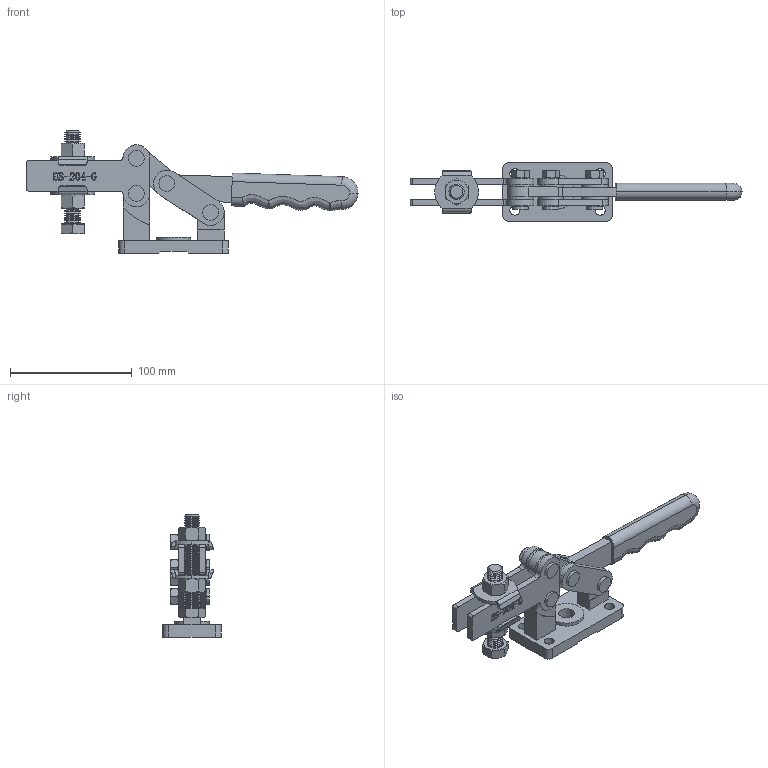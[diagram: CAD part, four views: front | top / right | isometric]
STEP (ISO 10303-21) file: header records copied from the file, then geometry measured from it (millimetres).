
FILE_DESCRIPTION (( 'STEP AP203' ), '1' );
FILE_NAME ('HS-204-G .STEP', '2019-10-15T08:01:35', ( '微软用户' ), ( '微软中国' ), 'SwSTEP 2.0', 'SolidWorks 2012', '' );
FILE_SCHEMA (( 'CONFIG_CONTROL_DESIGN' ));
Products named in the file (12): HS-204-G ; hex nut_ai_HNUT 0.5000-13-D-N; hex finished bolt_ai_HFBOLT 0.5-13x3x3-S; FW-580; 种; 菜え; 揤參; 忒梟; 忒參; 蟀裝; 菁釱
Assembly tree (20 placements, depth 2):
  HS-204-G 
    菁釱
    蟀裝  x2
    忒參
    忒梟
    揤參
    揤參
    菜え  x4
    种  x4
    FW-580  x2
    hex finished bolt_ai_HFBOLT 0.5-13x3x3-S
    hex nut_ai_HNUT 0.5000-13-D-N  x2
Bounding box: 272.72 x 48 x 100.33 mm (x, y, z)
Volume: 180884.8 mm3; surface area: 76089.7 mm2
Topology: 20 solids, 20 shells, 945 faces, 2450 edges, 1578 vertices
Faces by surface type: plane 377, cylinder 216, cone 196, bspline 134, torus 22
Entity records: 40345 total; most frequent: CARTESIAN_POINT 19196, ORIENTED_EDGE 4280, DIRECTION 3817, EDGE_CURVE 2140, VERTEX_POINT 1384, AXIS2_PLACEMENT_3D 1314, VECTOR 1189, LINE 1189
